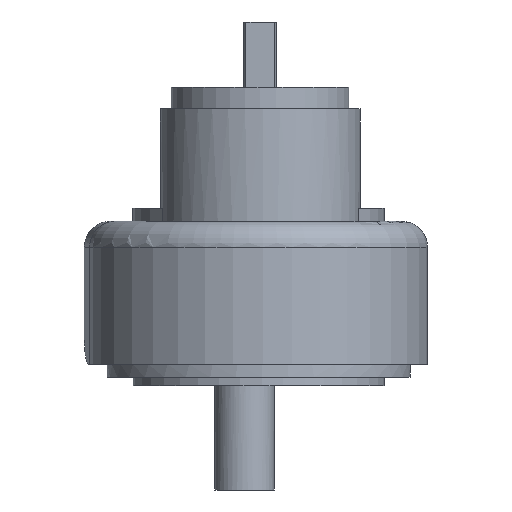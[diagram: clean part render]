
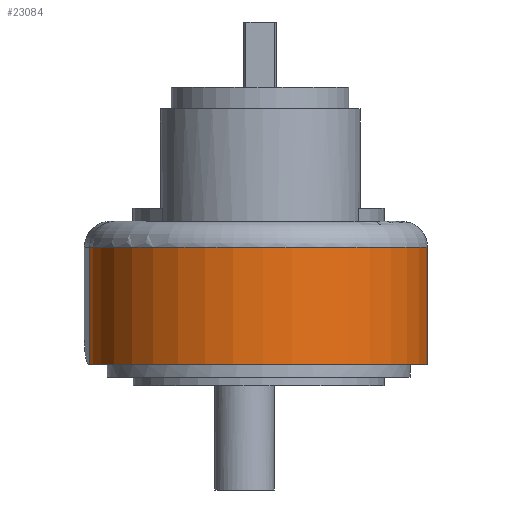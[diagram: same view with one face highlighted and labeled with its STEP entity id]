
A CAD part, left-side view. The second image highlights one B-rep face of the part: STEP entity #23084.
In plain terms, the highlighted cylindrical face has radius 39 mm (diameter 78 mm), a partial arc.
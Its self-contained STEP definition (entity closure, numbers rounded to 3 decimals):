
#341=CYLINDRICAL_SURFACE('',#24544,39.);
#892=LINE('',#34305,#3183);
#893=LINE('',#34308,#3184);
#3183=VECTOR('',#27268,10.);
#3184=VECTOR('',#27271,10.);
#5442=FACE_OUTER_BOUND('',#6708,.T.);
#6708=EDGE_LOOP('',(#15397,#15398,#15399,#15400));
#8196=CIRCLE('',#24545,39.);
#8197=CIRCLE('',#24546,39.);
#9305=VERTEX_POINT('',#34301);
#9306=VERTEX_POINT('',#34302);
#9307=VERTEX_POINT('',#34304);
#9308=VERTEX_POINT('',#34306);
#11704=EDGE_CURVE('',#9305,#9306,#8196,.T.);
#11705=EDGE_CURVE('',#9307,#9305,#892,.T.);
#11706=EDGE_CURVE('',#9307,#9308,#8197,.T.);
#11707=EDGE_CURVE('',#9308,#9306,#893,.T.);
#15397=ORIENTED_EDGE('',*,*,#11704,.F.);
#15398=ORIENTED_EDGE('',*,*,#11705,.F.);
#15399=ORIENTED_EDGE('',*,*,#11706,.T.);
#15400=ORIENTED_EDGE('',*,*,#11707,.T.);
#23084=ADVANCED_FACE('',(#5442),#341,.T.);
#24544=AXIS2_PLACEMENT_3D('',#34300,#27264,#27265);
#24545=AXIS2_PLACEMENT_3D('',#34303,#27266,#27267);
#24546=AXIS2_PLACEMENT_3D('',#34307,#27269,#27270);
#27264=DIRECTION('center_axis',(0.,0.,
1.));
#27265=DIRECTION('ref_axis',(-0.024,1.,0.));
#27266=DIRECTION('center_axis',(0.,0.,
1.));
#27267=DIRECTION('ref_axis',(-1.,-0.024,0.));
#27268=DIRECTION('',(0.,0.,1.));
#27269=DIRECTION('center_axis',(0.,0.,
1.));
#27270=DIRECTION('ref_axis',(-0.024,1.,0.));
#27271=DIRECTION('',(0.,0.,1.));
#34300=CARTESIAN_POINT('Origin',(-46.293,164.151,13.731));
#34301=CARTESIAN_POINT('',(-47.247,203.139,40.731));
#34302=CARTESIAN_POINT('',(-45.339,125.163,40.731));
#34303=CARTESIAN_POINT('Origin',(-46.293,164.151,40.731));
#34304=CARTESIAN_POINT('',(-47.247,203.139,13.731));
#34305=CARTESIAN_POINT('',(-47.247,203.139,13.731));
#34306=CARTESIAN_POINT('',(-45.339,125.163,13.731));
#34307=CARTESIAN_POINT('Origin',(-46.293,164.151,13.731));
#34308=CARTESIAN_POINT('',(-45.339,125.163,13.731));
